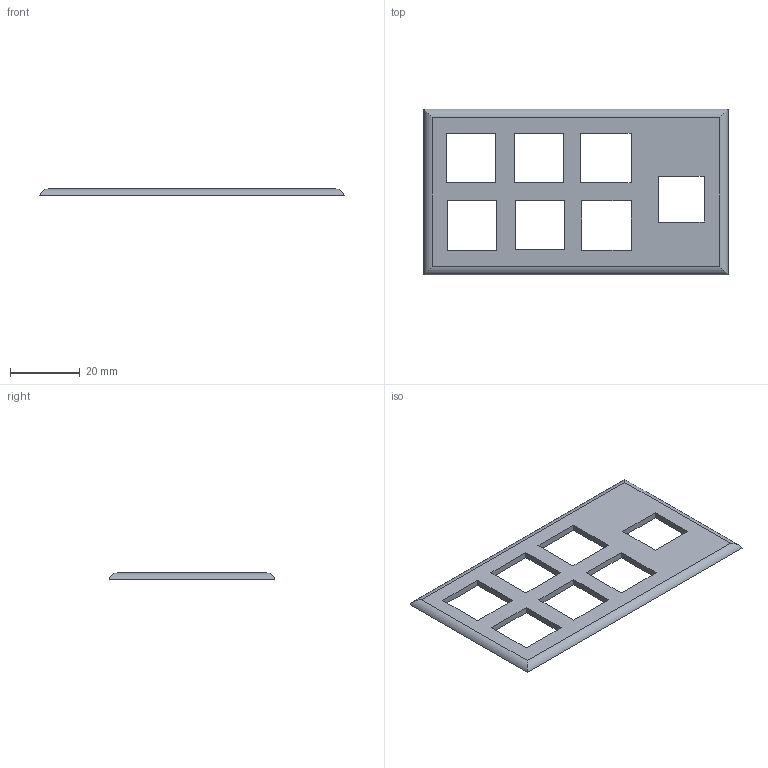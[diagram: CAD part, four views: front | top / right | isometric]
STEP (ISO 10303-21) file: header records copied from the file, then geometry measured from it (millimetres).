
FILE_DESCRIPTION(/* description */ (''),/* implementation_level */ '2;1');
FILE_NAME(/* name */ 'plate.step',/* time_stamp */ '2025-09-19T21:33:20+05:30',/* author */ (''),/* organization */ (''),/* preprocessor_version */ 'ST-DEVELOPER v20.1',/* originating_system */ 'Autodesk Translation Framework v14.17.0.0',/* authorisation */ '');
FILE_SCHEMA (('AUTOMOTIVE_DESIGN { 1 0 10303 214 3 1 1 }'));
Length unit declared in the file: millimetre
Products named in the file (1): 2025-09-19-21-33-20-011
Bounding box: 87.25 x 47.5 x 1.8 mm (x, y, z)
Volume: 4662.7 mm3; surface area: 6442.8 mm2
Topology: 1 solids, 1 shells, 34 faces, 96 edges, 64 vertices
Faces by surface type: plane 30, cylinder 4
Entity records: 1152 total; most frequent: CARTESIAN_POINT 195, ORIENTED_EDGE 192, DIRECTION 170, EDGE_CURVE 96, LINE 92, VECTOR 92, VERTEX_POINT 64, EDGE_LOOP 48
